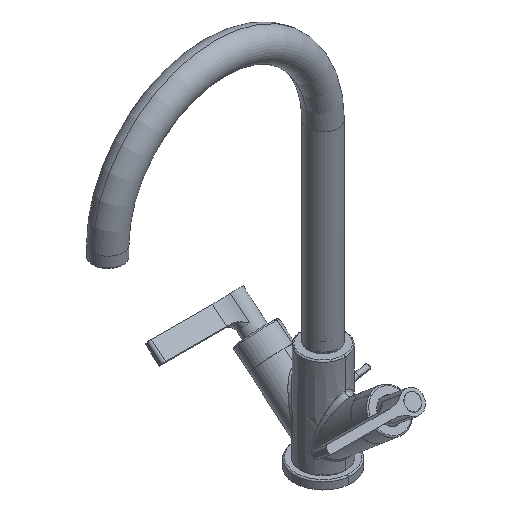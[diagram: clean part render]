
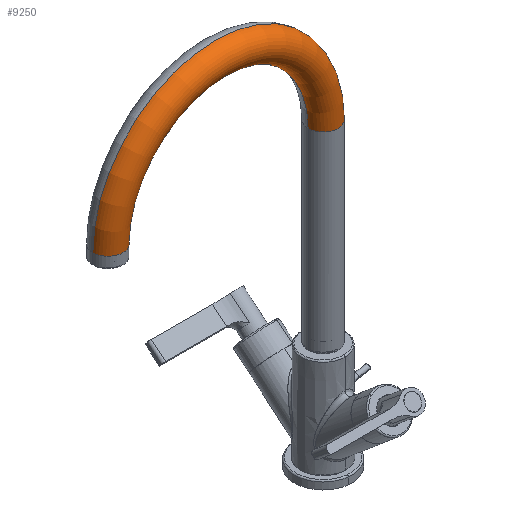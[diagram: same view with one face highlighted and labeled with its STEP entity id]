
A CAD part, isometric view. The second image highlights one B-rep face of the part: STEP entity #9250.
In plain terms, the highlighted toroidal (fillet/blend) face has major radius 86 mm and minor radius 12 mm.
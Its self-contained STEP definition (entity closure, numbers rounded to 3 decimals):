
#9197=CARTESIAN_POINT('Vertex',(-160.,0.,237.25)) ;
#9200=CARTESIAN_POINT('Axis2P3D Location',(-172.,0.,237.25)) ;
#9204=CARTESIAN_POINT('Vertex',(-184.,0.,237.25)) ;
#9220=CARTESIAN_POINT('Axis2P3D Location',(-86.,0.,237.25)) ;
#9225=CARTESIAN_POINT('Axis2P3D Location',(-86.,0.,237.25)) ;
#9229=CARTESIAN_POINT('Vertex',(12.,0.,237.25)) ;
#9232=CARTESIAN_POINT('Axis2P3D Location',(-86.,0.,237.25)) ;
#9236=CARTESIAN_POINT('Vertex',(-12.,0.,237.25)) ;
#9239=CARTESIAN_POINT('Axis2P3D Location',(0.,0.,237.25)) ;
#9201=DIRECTION('Axis2P3D Direction',(0.,0.,-1.)) ;
#9221=DIRECTION('Axis2P3D Direction',(0.,1.,0.)) ;
#9222=DIRECTION('Axis2P3D XDirection',(-1.,0.,0.)) ;
#9226=DIRECTION('Axis2P3D Direction',(0.,1.,0.)) ;
#9233=DIRECTION('Axis2P3D Direction',(0.,1.,0.)) ;
#9240=DIRECTION('Axis2P3D Direction',(0.,0.,1.)) ;
#9202=AXIS2_PLACEMENT_3D('Circle Axis2P3D',#9200,#9201,$) ;
#9223=AXIS2_PLACEMENT_3D('Torus Axis2P3D',#9220,#9221,#9222) ;
#9227=AXIS2_PLACEMENT_3D('Circle Axis2P3D',#9225,#9226,$) ;
#9234=AXIS2_PLACEMENT_3D('Circle Axis2P3D',#9232,#9233,$) ;
#9241=AXIS2_PLACEMENT_3D('Circle Axis2P3D',#9239,#9240,$) ;
#9203=CIRCLE('generated circle',#9202,12.) ;
#9228=CIRCLE('generated circle',#9227,98.) ;
#9235=CIRCLE('generated circle',#9234,74.) ;
#9242=CIRCLE('generated circle',#9241,12.) ;
#9224=TOROIDAL_SURFACE('homeo Torus',#9223,86.,12.) ;
#9206=EDGE_CURVE('',#9205,#9198,#9203,.F.) ;
#9231=EDGE_CURVE('',#9205,#9230,#9228,.T.) ;
#9238=EDGE_CURVE('',#9198,#9237,#9235,.T.) ;
#9243=EDGE_CURVE('',#9230,#9237,#9242,.F.) ;
#9245=ORIENTED_EDGE('',*,*,#9231,.F.) ;
#9246=ORIENTED_EDGE('',*,*,#9206,.T.) ;
#9247=ORIENTED_EDGE('',*,*,#9238,.T.) ;
#9248=ORIENTED_EDGE('',*,*,#9243,.F.) ;
#9244=EDGE_LOOP('',(#9245,#9246,#9247,#9248)) ;
#9198=VERTEX_POINT('',#9197) ;
#9205=VERTEX_POINT('',#9204) ;
#9230=VERTEX_POINT('',#9229) ;
#9237=VERTEX_POINT('',#9236) ;
#9250=ADVANCED_FACE('51.1\\P9B001.1\\P46734\\PartBody',(#9249),#9224,.T.) ;
#9249=FACE_OUTER_BOUND('',#9244,.T.) ;
